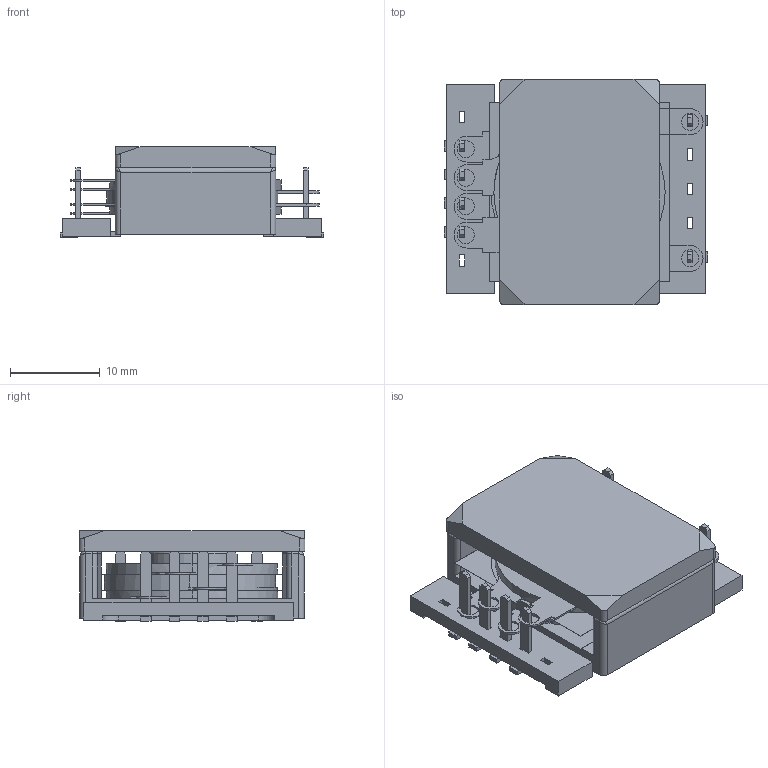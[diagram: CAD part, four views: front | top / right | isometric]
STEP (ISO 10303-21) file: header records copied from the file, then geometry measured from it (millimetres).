
FILE_DESCRIPTION(('STEP AP214'),'1');
FILE_NAME('T_Wurth_WE-PLN-ERI25-1446.step','2025-04-10T03:24:43',(' '),('ANSOFT Corporation'),'Spatial InterOp 3D',' ',' ');
FILE_SCHEMA(('AUTOMOTIVE_DESIGN { 1 0 10303 214 1 1 1 1 }'));
Length unit declared in the file: millimetre
Products named in the file (1): BossExtrude3
Bounding box: 29.4 x 25.2 x 10.15 mm (x, y, z)
Volume: 4163.1 mm3; surface area: 6827 mm2
Topology: 15 solids, 15 shells, 340 faces, 901 edges, 588 vertices
Faces by surface type: plane 233, cylinder 93, torus 10, bspline 4
Entity records: 18081 total; most frequent: CARTESIAN_POINT 2088, ORIENTED_EDGE 1794, DIRECTION 1761, STYLED_ITEM 1252, PRESENTATION_STYLE_ASSIGNMENT 1252, COLOUR_RGB 1252, EDGE_CURVE 897, CURVE_STYLE 897
